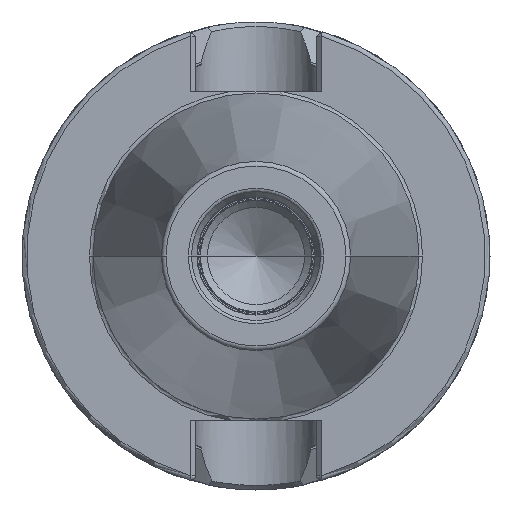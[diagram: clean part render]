
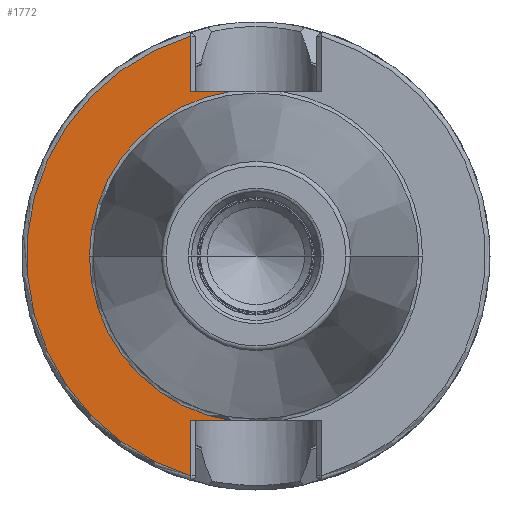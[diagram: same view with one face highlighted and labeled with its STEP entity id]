
A CAD part, left-side view. The second image highlights one B-rep face of the part: STEP entity #1772.
In plain terms, the highlighted planar face has unit normal (-1, 0, 0).
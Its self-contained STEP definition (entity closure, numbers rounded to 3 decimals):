
#96=CARTESIAN_POINT('',(3.,0.,0.));
#97=DIRECTION('',(-1.,0.,0.));
#98=DIRECTION('',(0.,1.,0.));
#99=AXIS2_PLACEMENT_3D('',#96,#97,#98);
#127=DIRECTION('',(0.,0.,1.));
#128=VECTOR('',#127,11.773);
#129=CARTESIAN_POINT('',(3.,13.902,-46.973));
#130=LINE('',#129,#128);
#131=DIRECTION('',(0.,0.,1.));
#132=VECTOR('',#131,11.773);
#133=CARTESIAN_POINT('',(3.,13.903,35.2));
#134=LINE('',#133,#132);
#588=CARTESIAN_POINT('',(3.,0.,0.));
#589=DIRECTION('',(-1.,0.,0.));
#590=DIRECTION('',(0.,0.284,0.959));
#591=AXIS2_PLACEMENT_3D('',#588,#589,#590);
#683=DIRECTION('',(0.,1.,0.));
#684=VECTOR('',#683,8.751);
#685=CARTESIAN_POINT('',(3.,5.152,35.2));
#686=LINE('',#685,#684);
#704=CARTESIAN_POINT('',(3.,0.,0.));
#705=DIRECTION('',(1.,0.,0.));
#706=DIRECTION('',(0.,1.,0.));
#707=AXIS2_PLACEMENT_3D('',#704,#705,#706);
#741=DIRECTION('',(0.,-1.,0.));
#742=VECTOR('',#741,8.751);
#743=CARTESIAN_POINT('',(3.,13.903,-35.2));
#744=LINE('',#743,#742);
#1392=CARTESIAN_POINT('',(3.,35.575,0.));
#1394=VERTEX_POINT('',#1392);
#1462=CARTESIAN_POINT('',(3.,5.152,35.2));
#1463=VERTEX_POINT('',#1462);
#1470=CARTESIAN_POINT('',(3.,5.152,-35.2));
#1471=VERTEX_POINT('',#1470);
#1508=CARTESIAN_POINT('',(3.,13.903,46.973));
#1510=VERTEX_POINT('',#1508);
#1512=CARTESIAN_POINT('',(3.,13.903,35.2));
#1513=VERTEX_POINT('',#1512);
#1522=CARTESIAN_POINT('',(3.,13.902,-46.973));
#1523=CARTESIAN_POINT('',(3.,13.903,-35.2));
#1524=VERTEX_POINT('',#1522);
#1525=VERTEX_POINT('',#1523);
#1752=CARTESIAN_POINT('',(3.,0.,0.));
#1753=DIRECTION('',(1.,0.,0.));
#1754=DIRECTION('',(0.,-1.,0.));
#1755=AXIS2_PLACEMENT_3D('',#1752,#1753,#1754);
#1756=PLANE('',#1755);
#1758=ORIENTED_EDGE('',*,*,#1757,.F.);
#1760=ORIENTED_EDGE('',*,*,#1759,.F.);
#1762=ORIENTED_EDGE('',*,*,#1761,.F.);
#1764=ORIENTED_EDGE('',*,*,#1763,.F.);
#1766=ORIENTED_EDGE('',*,*,#1765,.F.);
#1767=ORIENTED_EDGE('',*,*,#1738,.T.);
#1769=ORIENTED_EDGE('',*,*,#1768,.F.);
#1770=EDGE_LOOP('',(#1758,#1760,#1762,#1764,#1766,#1767,#1769));
#1771=FACE_OUTER_BOUND('',#1770,.F.);
#1772=ADVANCED_FACE('',(#1771),#1756,.F.);
#100=CIRCLE('',#99,35.575);
#592=CIRCLE('',#591,48.988);
#708=CIRCLE('',#707,35.575);
#1738=EDGE_CURVE('',#1394,#1471,#100,.T.);
#1757=EDGE_CURVE('',#1524,#1525,#130,.T.);
#1759=EDGE_CURVE('',#1510,#1524,#592,.T.);
#1761=EDGE_CURVE('',#1513,#1510,#134,.T.);
#1763=EDGE_CURVE('',#1463,#1513,#686,.T.);
#1765=EDGE_CURVE('',#1394,#1463,#708,.T.);
#1768=EDGE_CURVE('',#1525,#1471,#744,.T.);
